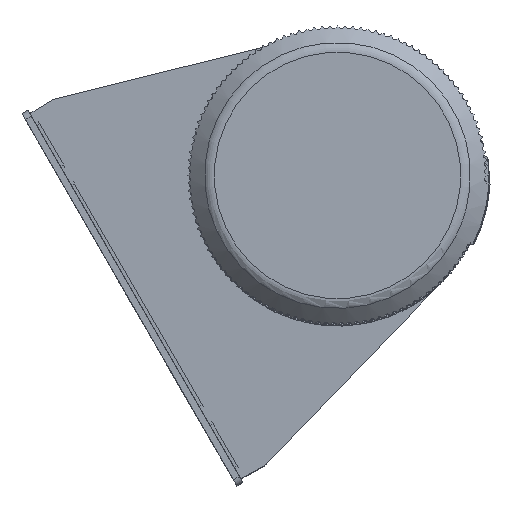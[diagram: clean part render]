
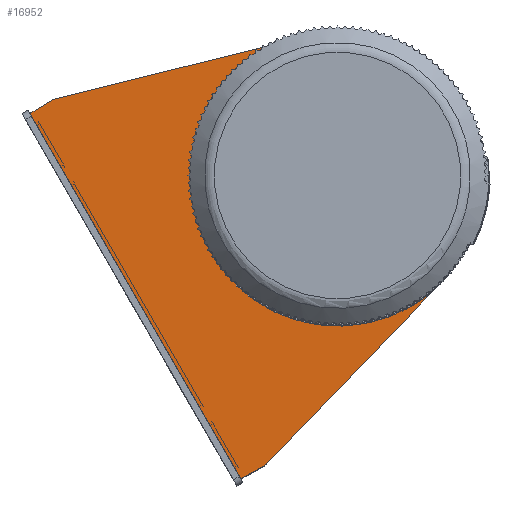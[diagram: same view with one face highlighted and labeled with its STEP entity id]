
A CAD part, top view. The second image highlights one B-rep face of the part: STEP entity #16952.
In plain terms, the highlighted planar face has unit normal (-0.015, -0.009, 1).
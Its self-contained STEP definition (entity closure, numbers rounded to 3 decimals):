
#2554=ELLIPSE('',#62814,21.353,21.35);
#3938=FACE_OUTER_BOUND('',#22800,.T.);
#10034=LINE('',#93808,#13137);
#10066=LINE('',#94009,#13169);
#10068=LINE('',#94027,#13171);
#10071=LINE('',#94046,#13174);
#10072=LINE('',#94047,#13175);
#13137=VECTOR('',#72354,1.);
#13169=VECTOR('',#72440,1.);
#13171=VECTOR('',#72446,1.);
#13174=VECTOR('',#72461,1.);
#13175=VECTOR('',#72462,1.);
#16952=ADVANCED_FACE('',(#3938),#20048,.T.);
#20048=PLANE('',#62815);
#22800=EDGE_LOOP('',(#30573,#30574,#30575,#30576,#30577,#30578));
#30573=ORIENTED_EDGE('',*,*,#51664,.F.);
#30574=ORIENTED_EDGE('',*,*,#51675,.T.);
#30575=ORIENTED_EDGE('',*,*,#51668,.F.);
#30576=ORIENTED_EDGE('',*,*,#51676,.F.);
#30577=ORIENTED_EDGE('',*,*,#51604,.F.);
#30578=ORIENTED_EDGE('',*,*,#51677,.T.);
#45059=VERTEX_POINT('',#93794);
#45066=VERTEX_POINT('',#93807);
#45121=VERTEX_POINT('',#93984);
#45126=VERTEX_POINT('',#94008);
#45130=VERTEX_POINT('',#94026);
#45131=VERTEX_POINT('',#94028);
#51604=EDGE_CURVE('',#45066,#45059,#10034,.T.);
#51664=EDGE_CURVE('',#45126,#45121,#10066,.T.);
#51668=EDGE_CURVE('',#45130,#45131,#10068,.T.);
#51675=EDGE_CURVE('',#45126,#45131,#2554,.T.);
#51676=EDGE_CURVE('',#45059,#45130,#10071,.T.);
#51677=EDGE_CURVE('',#45066,#45121,#10072,.T.);
#62814=AXIS2_PLACEMENT_3D('',#94045,#72459,#72460);
#62815=AXIS2_PLACEMENT_3D('',#94048,#72463,#72464);
#72354=DIRECTION('',(-0.5,0.866,0.));
#72440=DIRECTION('',(-0.694,-0.72,-0.017));
#72446=DIRECTION('',(0.97,0.241,0.017));
#72459=DIRECTION('',(0.015,0.009,-1.));
#72460=DIRECTION('',(0.866,0.5,0.017));
#72461=DIRECTION('',(0.857,0.515,0.017));
#72462=DIRECTION('',(0.875,0.485,0.017));
#72463=DIRECTION('',(-0.015,-0.009,1.));
#72464=DIRECTION('',(1.,0.,0.015));
#93794=CARTESIAN_POINT('',(-44.783,9.577,9.25));
#93807=CARTESIAN_POINT('',(-14.111,-43.568,9.25));
#93808=CARTESIAN_POINT('',(-29.447,-16.995,9.25));
#93984=CARTESIAN_POINT('',(-10.612,-41.629,9.32));
#94008=CARTESIAN_POINT('',(13.865,-16.236,9.911));
#94009=CARTESIAN_POINT('',(15.251,-14.798,9.945));
#94026=CARTESIAN_POINT('',(-41.354,11.637,9.32));
#94027=CARTESIAN_POINT('',(-41.412,11.622,9.319));
#94028=CARTESIAN_POINT('',(-7.122,20.127,9.911));
#94045=CARTESIAN_POINT('',(0.002,0.001,9.844));
#94046=CARTESIAN_POINT('',(-41.715,11.42,9.312));
#94047=CARTESIAN_POINT('',(-14.58,-43.827,9.241));
#94048=CARTESIAN_POINT('',(-29.447,-16.995,9.25));
